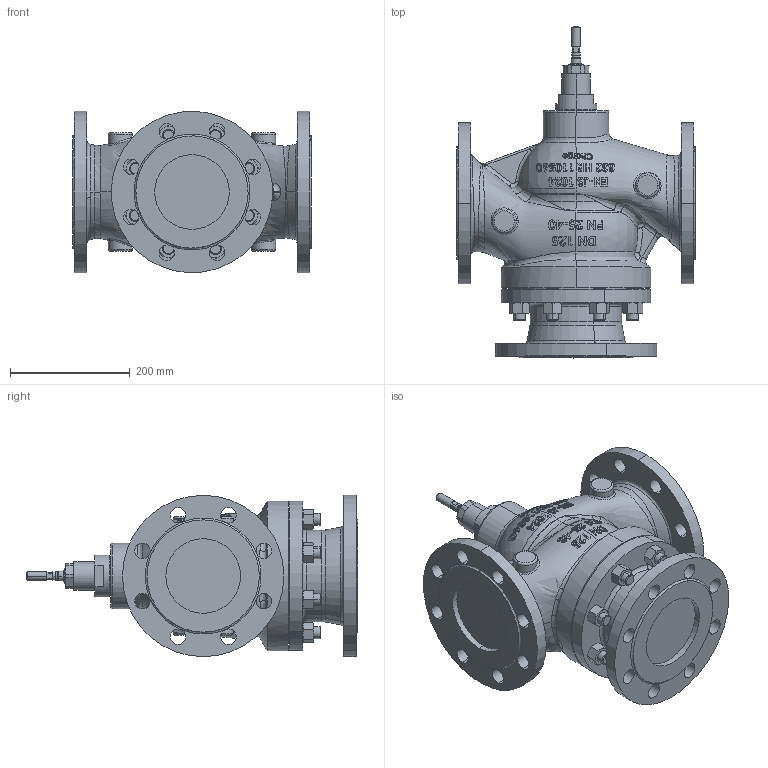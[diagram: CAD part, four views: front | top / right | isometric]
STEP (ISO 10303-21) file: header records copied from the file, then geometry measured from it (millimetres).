
FILE_DESCRIPTION (( 'STEP AP214' ), '1' );
FILE_NAME ('BR325 DN125 XXX PN25-40 for MC_STEP (Defeature).STEP', '2015-02-27T16:26:59', ( 'HORA' ), ( 'Holter Regelamaturen GmbH & Co. KG' ), 'SwSTEP 2.0', 'SolidWorks 2014', '' );
FILE_SCHEMA (( 'AUTOMOTIVE_DESIGN' ));
Length unit declared in the file: millimetre
Products named in the file (1): BR325 DN125 XXX PN25-40 for MC_STEP (Defeature)
Bounding box: 400 x 555.5 x 270 mm (x, y, z)
Volume: 17733860.7 mm3; surface area: 817240.1 mm2
Topology: 1 solids, 1 shells, 1082 faces, 2755 edges, 1752 vertices
Faces by surface type: plane 370, bspline 319, cylinder 163, cone 132, torus 59, sphere 39
Entity records: 266125 total; most frequent: CARTESIAN_POINT 238931, ORIENTED_EDGE 5506, DIRECTION 4038, EDGE_CURVE 2753, VERTEX_POINT 1752, AXIS2_PLACEMENT_3D 1652, EDGE_LOOP 1225, B_SPLINE_CURVE_WITH_KNOTS 1122
